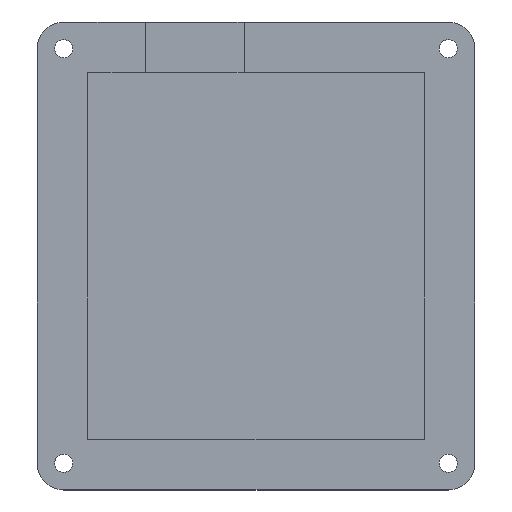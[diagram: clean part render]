
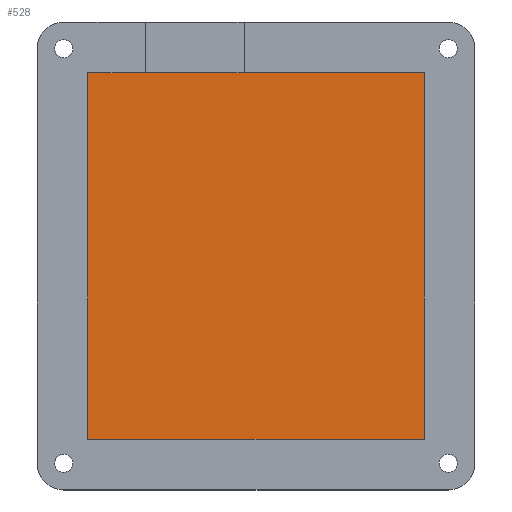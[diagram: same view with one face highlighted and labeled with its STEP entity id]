
A CAD part, top view. The second image highlights one B-rep face of the part: STEP entity #528.
In plain terms, the highlighted planar face has unit normal (0, 0, 1).
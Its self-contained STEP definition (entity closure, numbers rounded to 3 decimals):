
#38=PLANE('',#585);
#60=FACE_OUTER_BOUND('',#94,.T.);
#94=EDGE_LOOP('',(#429,#430,#431,#432));
#152=LINE('',#869,#200);
#154=LINE('',#874,#202);
#155=LINE('',#875,#203);
#156=LINE('',#876,#204);
#200=VECTOR('',#698,10.);
#202=VECTOR('',#702,10.);
#203=VECTOR('',#703,10.);
#204=VECTOR('',#704,10.);
#273=VERTEX_POINT('',#866);
#274=VERTEX_POINT('',#868);
#275=VERTEX_POINT('',#872);
#276=VERTEX_POINT('',#873);
#332=EDGE_CURVE('',#273,#274,#152,.T.);
#334=EDGE_CURVE('',#275,#276,#154,.T.);
#335=EDGE_CURVE('',#274,#275,#155,.T.);
#336=EDGE_CURVE('',#276,#273,#156,.T.);
#429=ORIENTED_EDGE('',*,*,#334,.F.);
#430=ORIENTED_EDGE('',*,*,#335,.F.);
#431=ORIENTED_EDGE('',*,*,#332,.F.);
#432=ORIENTED_EDGE('',*,*,#336,.F.);
#528=ADVANCED_FACE('',(#60),#38,.T.);
#585=AXIS2_PLACEMENT_3D('',#871,#700,#701);
#698=DIRECTION('',(1.,0.,0.));
#700=DIRECTION('center_axis',(0.,0.,1.));
#701=DIRECTION('ref_axis',(1.,0.,0.));
#702=DIRECTION('',(-1.,0.,0.));
#703=DIRECTION('',(0.,-1.,0.));
#704=DIRECTION('',(0.,1.,0.));
#866=CARTESIAN_POINT('',(-6.997,46.771,3.));
#868=CARTESIAN_POINT('',(56.095,46.771,3.));
#869=CARTESIAN_POINT('',(8.776,46.771,3.));
#871=CARTESIAN_POINT('Origin',(24.549,12.412,3.));
#872=CARTESIAN_POINT('',(56.095,-21.947,3.));
#873=CARTESIAN_POINT('',(-6.997,-21.947,3.));
#874=CARTESIAN_POINT('',(40.322,-21.947,3.));
#875=CARTESIAN_POINT('',(56.095,29.591,3.));
#876=CARTESIAN_POINT('',(-6.997,-4.768,3.));
